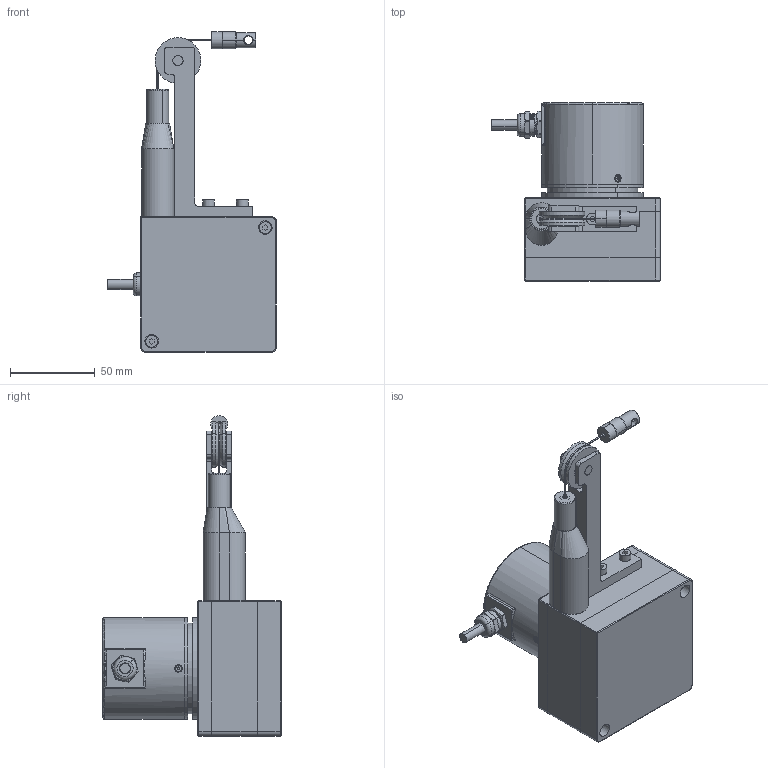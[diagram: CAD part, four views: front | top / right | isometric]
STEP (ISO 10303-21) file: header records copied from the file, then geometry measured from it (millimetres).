
FILE_DESCRIPTION(('CATIA V5 STEP Exchange'),'2;1');
FILE_NAME('FLTF81D-ASM-JDCA58.stp','2026-02-04T08:14:07+00:00',('none'),('none'),'CATIA Version 5 Release 21 GA (IN-10)','CATIA V5 STEP AP203','none');
FILE_SCHEMA(('CONFIG_CONTROL_DESIGN'));
Length unit declared in the file: millimetre
Products named in the file (4): FLTF81D_ASM; FLTF81D_COMPONENTS; FLTF81D_BOLTS; LTF63_DXZ
Assembly tree (22 placements, depth 3):
  FLTF81D_ASM
    FLTF81D_COMPONENTS
      #66
    FLTF81D_BOLTS
      #14276  x6
    #14795
    #15239
    #15996
    #16753
    LTF63_DXZ
      #17167
      #17503
    #18018
    #19106
    #19210
    #19645
    #21049
    #21337
Bounding box: 99.47 x 105 x 189 mm (x, y, z)
Volume: 361261.4 mm3; surface area: 97253.6 mm2
Topology: 18 solids, 32 shells, 690 faces, 1792 edges, 1179 vertices
Faces by surface type: cylinder 237, plane 211, bspline 135, cone 63, torus 42, sphere 2
Entity records: 21180 total; most frequent: CARTESIAN_POINT 7901, ORIENTED_EDGE 2945, DIRECTION 1941, EDGE_CURVE 1616, VERTEX_POINT 1069, AXIS2_PLACEMENT_3D 956, EDGE_LOOP 694, ADVANCED_FACE 610
